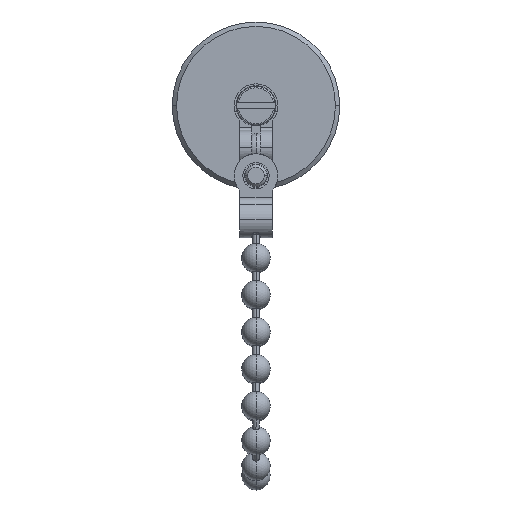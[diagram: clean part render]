
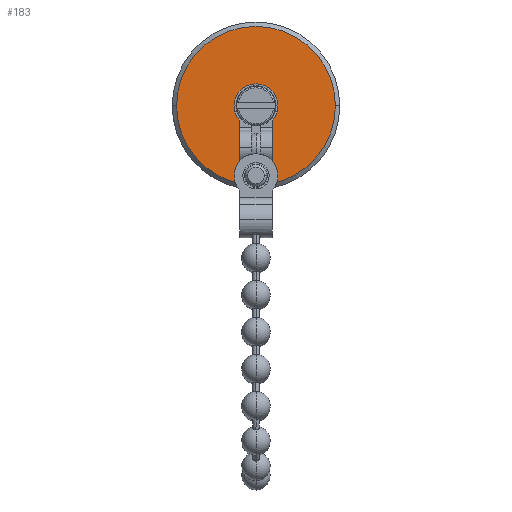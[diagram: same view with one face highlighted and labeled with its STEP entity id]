
A CAD part, top view. The second image highlights one B-rep face of the part: STEP entity #183.
In plain terms, the highlighted planar face has unit normal (0, 0, 1).
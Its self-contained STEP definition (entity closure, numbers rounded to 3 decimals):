
#91 = VERTEX_POINT ( 'NONE', #8469 ) ;
#183 = ADVANCED_FACE ( 'NONE', ( #2720, #9931 ), #675, .F. ) ;
#495 = CIRCLE ( 'NONE', #6487, 1.65 ) ;
#551 = EDGE_LOOP ( 'NONE', ( #687, #553 ) ) ;
#553 = ORIENTED_EDGE ( 'NONE', *, *, #1543, .F. ) ;
#675 = PLANE ( 'NONE',  #862 ) ;
#687 = ORIENTED_EDGE ( 'NONE', *, *, #7711, .F. ) ;
#812 = EDGE_CURVE ( 'NONE', #91, #1138, #7841, .T. ) ;
#862 = AXIS2_PLACEMENT_3D ( 'NONE', #6229, #6929, #3758 ) ;
#958 = ORIENTED_EDGE ( 'NONE', *, *, #1559, .T. ) ;
#1138 = VERTEX_POINT ( 'NONE', #8433 ) ;
#1144 = CARTESIAN_POINT ( 'NONE',  ( 0., 0., 0. ) ) ;
#1243 = DIRECTION ( 'NONE',  ( 0., 0., 1. ) ) ;
#1543 = EDGE_CURVE ( 'NONE', #5550, #5015, #6731, .T. ) ;
#1559 = EDGE_CURVE ( 'NONE', #1138, #91, #3364, .T. ) ;
#1767 = ORIENTED_EDGE ( 'NONE', *, *, #812, .T. ) ;
#1825 = DIRECTION ( 'NONE',  ( 0., 0., 1. ) ) ;
#1847 = DIRECTION ( 'NONE',  ( 0., 0., 1. ) ) ;
#2720 = FACE_BOUND ( 'NONE', #551, .T. ) ;
#2869 = AXIS2_PLACEMENT_3D ( 'NONE', #8874, #1825, #7376 ) ;
#3224 = CARTESIAN_POINT ( 'NONE',  ( 1.65, 0., 0. ) ) ;
#3364 = CIRCLE ( 'NONE', #9122, 10.9 ) ;
#3413 = DIRECTION ( 'NONE',  ( 1., 0., 0. ) ) ;
#3758 = DIRECTION ( 'NONE',  ( -1., 0., 0. ) ) ;
#4200 = CARTESIAN_POINT ( 'NONE',  ( 0., 0., 0. ) ) ;
#4439 = CARTESIAN_POINT ( 'NONE',  ( -1.65, 0., 0. ) ) ;
#5015 = VERTEX_POINT ( 'NONE', #3224 ) ;
#5220 = DIRECTION ( 'NONE',  ( 1., 0., 0. ) ) ;
#5292 = EDGE_LOOP ( 'NONE', ( #958, #1767 ) ) ;
#5550 = VERTEX_POINT ( 'NONE', #4439 ) ;
#5678 = DIRECTION ( 'NONE',  ( 0., 0., 1. ) ) ;
#6229 = CARTESIAN_POINT ( 'NONE',  ( 0., 1.65, 0. ) ) ;
#6487 = AXIS2_PLACEMENT_3D ( 'NONE', #6628, #1847, #7428 ) ;
#6628 = CARTESIAN_POINT ( 'NONE',  ( 0., 0., 0. ) ) ;
#6731 = CIRCLE ( 'NONE', #2869, 1.65 ) ;
#6929 = DIRECTION ( 'NONE',  ( 0., 0., -1. ) ) ;
#7376 = DIRECTION ( 'NONE',  ( 1., 0., 0. ) ) ;
#7428 = DIRECTION ( 'NONE',  ( 1., 0., 0. ) ) ;
#7711 = EDGE_CURVE ( 'NONE', #5015, #5550, #495, .T. ) ;
#7841 = CIRCLE ( 'NONE', #9311, 10.9 ) ;
#8433 = CARTESIAN_POINT ( 'NONE',  ( -10.9, 0., 0. ) ) ;
#8469 = CARTESIAN_POINT ( 'NONE',  ( 10.9, 0., 0. ) ) ;
#8874 = CARTESIAN_POINT ( 'NONE',  ( 0., 0., 0. ) ) ;
#9122 = AXIS2_PLACEMENT_3D ( 'NONE', #1144, #1243, #5220 ) ;
#9311 = AXIS2_PLACEMENT_3D ( 'NONE', #4200, #5678, #3413 ) ;
#9931 = FACE_OUTER_BOUND ( 'NONE', #5292, .T. ) ;
